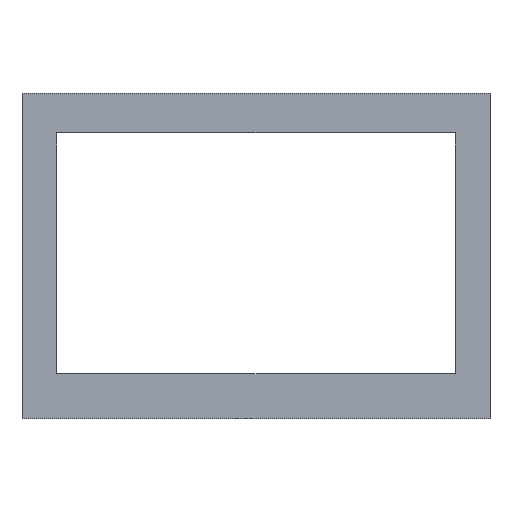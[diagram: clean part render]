
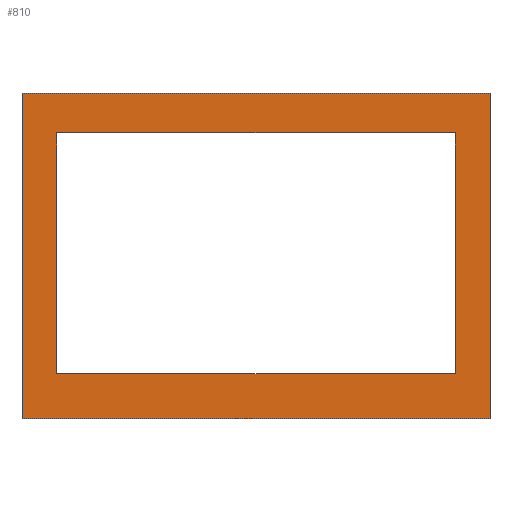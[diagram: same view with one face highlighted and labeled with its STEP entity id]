
A CAD part, front view. The second image highlights one B-rep face of the part: STEP entity #810.
In plain terms, the highlighted planar face has unit normal (0, -1, 0).
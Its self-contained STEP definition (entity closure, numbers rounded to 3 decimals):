
#1=DIRECTION('',(1.,0.,0.));
#2=VECTOR('',#1,194.);
#3=CARTESIAN_POINT('',(0.,0.,0.));
#4=LINE('',#3,#2);
#5=DIRECTION('',(0.,0.,-1.));
#6=VECTOR('',#5,135.);
#7=CARTESIAN_POINT('',(194.,0.,0.));
#8=LINE('',#7,#6);
#9=DIRECTION('',(-1.,0.,0.));
#10=VECTOR('',#9,194.);
#11=CARTESIAN_POINT('',(194.,0.,-135.));
#12=LINE('',#11,#10);
#13=DIRECTION('',(0.,0.,1.));
#14=VECTOR('',#13,135.);
#15=CARTESIAN_POINT('',(0.,0.,-135.));
#16=LINE('',#15,#14);
#17=DIRECTION('',(-1.,0.,0.));
#18=VECTOR('',#17,165.);
#19=CARTESIAN_POINT('',(179.5,0.,-116.25));
#20=LINE('',#19,#18);
#21=DIRECTION('',(1.,0.,0.));
#22=VECTOR('',#21,165.);
#23=CARTESIAN_POINT('',(14.5,0.,-16.5));
#24=LINE('',#23,#22);
#319=DIRECTION('',(0.,0.,1.));
#320=VECTOR('',#319,99.75);
#321=CARTESIAN_POINT('',(14.5,0.,-116.25));
#322=LINE('',#321,#320);
#339=DIRECTION('',(0.,0.,-1.));
#340=VECTOR('',#339,99.75);
#341=CARTESIAN_POINT('',(179.5,0.,-16.5));
#342=LINE('',#341,#340);
#593=CARTESIAN_POINT('',(0.,0.,0.));
#594=CARTESIAN_POINT('',(194.,0.,0.));
#595=VERTEX_POINT('',#593);
#596=VERTEX_POINT('',#594);
#597=CARTESIAN_POINT('',(194.,0.,-135.));
#598=VERTEX_POINT('',#597);
#599=CARTESIAN_POINT('',(0.,0.,-135.));
#600=VERTEX_POINT('',#599);
#609=CARTESIAN_POINT('',(179.5,0.,-116.25));
#610=CARTESIAN_POINT('',(14.5,0.,-116.25));
#611=VERTEX_POINT('',#609);
#612=VERTEX_POINT('',#610);
#653=CARTESIAN_POINT('',(14.5,0.,-16.5));
#654=CARTESIAN_POINT('',(179.5,0.,-16.5));
#655=VERTEX_POINT('',#653);
#656=VERTEX_POINT('',#654);
#785=CARTESIAN_POINT('',(0.,0.,0.));
#786=DIRECTION('',(0.,1.,0.));
#787=DIRECTION('',(1.,0.,0.));
#788=AXIS2_PLACEMENT_3D('',#785,#786,#787);
#789=PLANE('',#788);
#791=ORIENTED_EDGE('',*,*,#790,.T.);
#793=ORIENTED_EDGE('',*,*,#792,.T.);
#795=ORIENTED_EDGE('',*,*,#794,.T.);
#797=ORIENTED_EDGE('',*,*,#796,.T.);
#798=EDGE_LOOP('',(#791,#793,#795,#797));
#799=FACE_OUTER_BOUND('',#798,.F.);
#801=ORIENTED_EDGE('',*,*,#800,.F.);
#803=ORIENTED_EDGE('',*,*,#802,.F.);
#805=ORIENTED_EDGE('',*,*,#804,.F.);
#807=ORIENTED_EDGE('',*,*,#806,.F.);
#808=EDGE_LOOP('',(#801,#803,#805,#807));
#809=FACE_BOUND('',#808,.F.);
#810=ADVANCED_FACE('',(#799,#809),#789,.F.);
#790=EDGE_CURVE('',#595,#596,#4,.T.);
#792=EDGE_CURVE('',#596,#598,#8,.T.);
#794=EDGE_CURVE('',#598,#600,#12,.T.);
#796=EDGE_CURVE('',#600,#595,#16,.T.);
#800=EDGE_CURVE('',#612,#655,#322,.T.);
#802=EDGE_CURVE('',#611,#612,#20,.T.);
#804=EDGE_CURVE('',#656,#611,#342,.T.);
#806=EDGE_CURVE('',#655,#656,#24,.T.);
